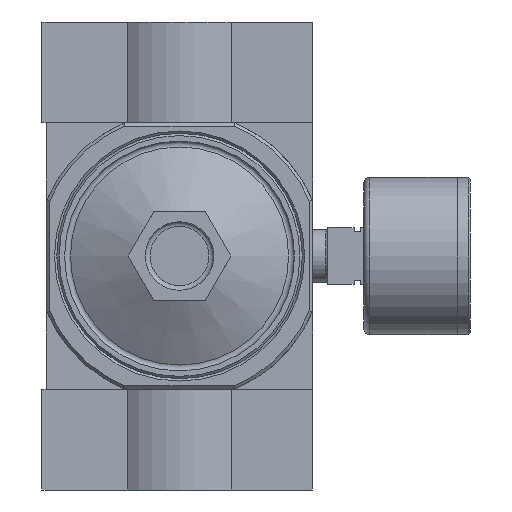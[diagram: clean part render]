
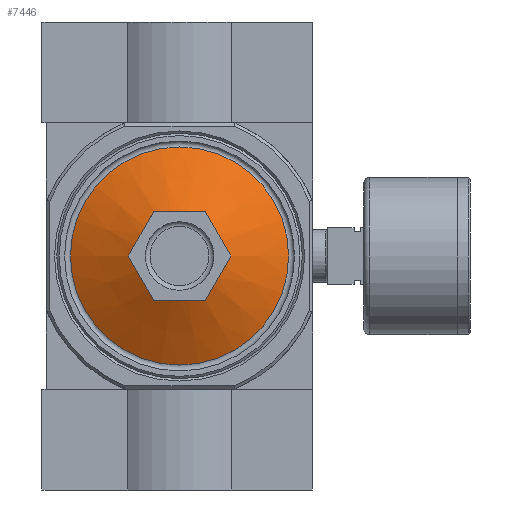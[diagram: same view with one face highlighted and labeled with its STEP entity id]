
A CAD part, front view. The second image highlights one B-rep face of the part: STEP entity #7446.
In plain terms, the highlighted conical face has half-angle 62 degrees and reference radius 27.03 mm.
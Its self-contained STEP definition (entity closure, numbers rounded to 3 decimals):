
#128=CONICAL_SURFACE('',#7968,27.031,1.082);
#260=B_SPLINE_CURVE_WITH_KNOTS('',3,(#11243,#11244,#11245,#11246,#11247,
#11248),.UNSPECIFIED.,.F.,.F.,(4,1,1,4),(0.,0.006,
0.01,0.013),.UNSPECIFIED.);
#261=B_SPLINE_CURVE_WITH_KNOTS('',3,(#11251,#11252,#11253,#11254,#11255,
#11256),.UNSPECIFIED.,.F.,.F.,(4,1,1,4),(0.016,0.023,
0.026,0.029),.UNSPECIFIED.);
#262=B_SPLINE_CURVE_WITH_KNOTS('',3,(#11258,#11259,#11260,#11261,#11262,
#11263),.UNSPECIFIED.,.F.,.F.,(4,1,1,4),(0.,0.006,
0.01,0.013),.UNSPECIFIED.);
#263=B_SPLINE_CURVE_WITH_KNOTS('',3,(#11265,#11266,#11267,#11268,#11269,
#11270),.UNSPECIFIED.,.F.,.F.,(4,1,1,4),(0.,0.006,
0.01,0.013),.UNSPECIFIED.);
#264=B_SPLINE_CURVE_WITH_KNOTS('',3,(#11272,#11273,#11274,#11275,#11276,
#11277),.UNSPECIFIED.,.F.,.F.,(4,1,1,4),(0.016,0.023,
0.026,0.029),.UNSPECIFIED.);
#265=B_SPLINE_CURVE_WITH_KNOTS('',3,(#11279,#11280,#11281,#11282,#11283,
#11284),.UNSPECIFIED.,.F.,.F.,(4,1,1,4),(0.,0.006,
0.01,0.013),.UNSPECIFIED.);
#1571=ORIENTED_EDGE('',*,*,#3117,.F.);
#1572=ORIENTED_EDGE('',*,*,#3118,.F.);
#1573=ORIENTED_EDGE('',*,*,#3119,.F.);
#1574=ORIENTED_EDGE('',*,*,#3120,.F.);
#1575=ORIENTED_EDGE('',*,*,#3121,.F.);
#1576=ORIENTED_EDGE('',*,*,#3122,.F.);
#1577=ORIENTED_EDGE('',*,*,#3123,.T.);
#3117=EDGE_CURVE('',#3865,#3866,#260,.T.);
#3118=EDGE_CURVE('',#3867,#3865,#261,.T.);
#3119=EDGE_CURVE('',#3868,#3867,#262,.T.);
#3120=EDGE_CURVE('',#3869,#3868,#263,.T.);
#3121=EDGE_CURVE('',#3870,#3869,#264,.T.);
#3122=EDGE_CURVE('',#3866,#3870,#265,.T.);
#3123=EDGE_CURVE('',#3871,#3871,#4375,.T.);
#3865=VERTEX_POINT('',#11249);
#3866=VERTEX_POINT('',#11250);
#3867=VERTEX_POINT('',#11257);
#3868=VERTEX_POINT('',#11264);
#3869=VERTEX_POINT('',#11271);
#3870=VERTEX_POINT('',#11278);
#3871=VERTEX_POINT('',#11286);
#4375=CIRCLE('',#7969,27.031);
#4688=EDGE_LOOP('',(#1571,#1572,#1573,#1574,#1575,#1576));
#4689=EDGE_LOOP('',(#1577));
#5249=FACE_BOUND('',#4688,.T.);
#5250=FACE_BOUND('',#4689,.T.);
#7446=ADVANCED_FACE('',(#5249,#5250),#128,.T.);
#7968=AXIS2_PLACEMENT_3D('',#11242,#9003,#9004);
#7969=AXIS2_PLACEMENT_3D('',#11285,#9005,#9006);
#9003=DIRECTION('',(0.,1.,0.));
#9004=DIRECTION('',(0.,0.,1.));
#9005=DIRECTION('',(0.,-1.,0.));
#9006=DIRECTION('',(0.,0.,-1.));
#11242=CARTESIAN_POINT('',(0.,-28.876,0.));
#11243=CARTESIAN_POINT('',(11.,-36.495,6.351));
#11244=CARTESIAN_POINT('',(9.198,-37.048,7.391));
#11245=CARTESIAN_POINT('',(6.446,-37.574,8.98));
#11246=CARTESIAN_POINT('',(2.713,-37.228,11.135));
#11247=CARTESIAN_POINT('',(0.902,-36.772,12.181));
#11248=CARTESIAN_POINT('',(0.,-36.495,12.702));
#11249=CARTESIAN_POINT('',(11.,-36.495,6.351));
#11250=CARTESIAN_POINT('',(0.,-36.495,12.702));
#11251=CARTESIAN_POINT('',(11.,-36.495,-6.351));
#11252=CARTESIAN_POINT('',(11.,-37.046,-4.278));
#11253=CARTESIAN_POINT('',(11.,-37.574,-1.115));
#11254=CARTESIAN_POINT('',(11.,-37.227,3.23));
#11255=CARTESIAN_POINT('',(11.,-36.771,5.315));
#11256=CARTESIAN_POINT('',(11.,-36.495,6.351));
#11257=CARTESIAN_POINT('',(11.,-36.495,-6.351));
#11258=CARTESIAN_POINT('',(0.,-36.495,-12.702));
#11259=CARTESIAN_POINT('',(1.802,-37.048,-11.662));
#11260=CARTESIAN_POINT('',(4.554,-37.574,-10.073));
#11261=CARTESIAN_POINT('',(8.287,-37.228,-7.917));
#11262=CARTESIAN_POINT('',(10.098,-36.772,-6.871));
#11263=CARTESIAN_POINT('',(11.,-36.495,-6.351));
#11264=CARTESIAN_POINT('',(0.,-36.495,-12.702));
#11265=CARTESIAN_POINT('',(-11.,-36.495,-6.351));
#11266=CARTESIAN_POINT('',(-9.198,-37.048,-7.391));
#11267=CARTESIAN_POINT('',(-6.446,-37.574,-8.98));
#11268=CARTESIAN_POINT('',(-2.713,-37.228,-11.135));
#11269=CARTESIAN_POINT('',(-0.902,-36.772,-12.181));
#11270=CARTESIAN_POINT('',(0.,-36.495,-12.702));
#11271=CARTESIAN_POINT('',(-11.,-36.495,-6.351));
#11272=CARTESIAN_POINT('',(-11.,-36.495,6.351));
#11273=CARTESIAN_POINT('',(-11.,-37.046,4.278));
#11274=CARTESIAN_POINT('',(-11.,-37.574,1.115));
#11275=CARTESIAN_POINT('',(-11.,-37.227,-3.23));
#11276=CARTESIAN_POINT('',(-11.,-36.771,-5.315));
#11277=CARTESIAN_POINT('',(-11.,-36.495,-6.351));
#11278=CARTESIAN_POINT('',(-11.,-36.495,6.351));
#11279=CARTESIAN_POINT('',(0.,-36.495,12.702));
#11280=CARTESIAN_POINT('',(-1.802,-37.048,11.662));
#11281=CARTESIAN_POINT('',(-4.554,-37.574,10.073));
#11282=CARTESIAN_POINT('',(-8.287,-37.228,7.917));
#11283=CARTESIAN_POINT('',(-10.098,-36.772,6.871));
#11284=CARTESIAN_POINT('',(-11.,-36.495,6.351));
#11285=CARTESIAN_POINT('',(0.,-28.876,0.));
#11286=CARTESIAN_POINT('',(0.,-28.876,-27.031));
